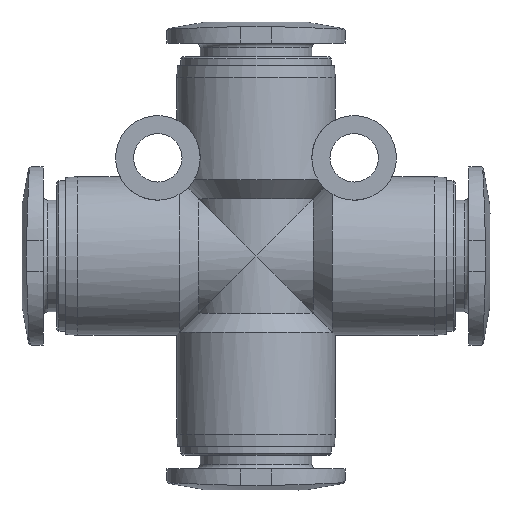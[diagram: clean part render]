
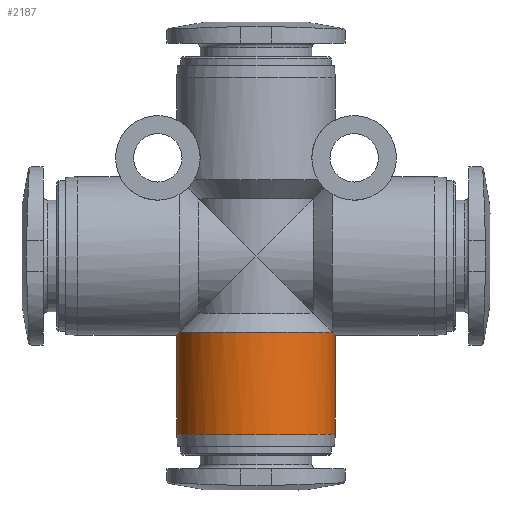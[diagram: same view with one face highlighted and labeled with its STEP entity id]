
A CAD part, front view. The second image highlights one B-rep face of the part: STEP entity #2187.
In plain terms, the highlighted cylindrical face has radius 5.25 mm (diameter 10.5 mm), a full revolution.
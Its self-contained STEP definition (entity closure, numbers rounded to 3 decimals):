
#40=ELLIPSE('',#2299,7.425,5.25);
#41=ELLIPSE('',#2307,7.425,5.25);
#187=CIRCLE('',#2346,5.25);
#188=CIRCLE('',#2348,5.25);
#189=CIRCLE('',#2349,5.25);
#343=ORIENTED_EDGE('',*,*,#691,.F.);
#344=ORIENTED_EDGE('',*,*,#692,.T.);
#345=ORIENTED_EDGE('',*,*,#665,.T.);
#346=ORIENTED_EDGE('',*,*,#693,.T.);
#347=ORIENTED_EDGE('',*,*,#656,.T.);
#656=EDGE_CURVE('',#843,#842,#40,.F.);
#665=EDGE_CURVE('',#848,#846,#41,.T.);
#691=EDGE_CURVE('',#867,#867,#187,.T.);
#692=EDGE_CURVE('',#842,#848,#188,.T.);
#693=EDGE_CURVE('',#846,#843,#189,.T.);
#842=VERTEX_POINT('',#3110);
#843=VERTEX_POINT('',#3112);
#846=VERTEX_POINT('',#3138);
#848=VERTEX_POINT('',#3141);
#867=VERTEX_POINT('',#3228);
#1062=EDGE_LOOP('',(#343));
#1063=EDGE_LOOP('',(#344,#345,#346,#347));
#1240=FACE_BOUND('',#1062,.T.);
#1241=FACE_BOUND('',#1063,.T.);
#1375=CYLINDRICAL_SURFACE('',#2347,5.25);
#2187=ADVANCED_FACE('',(#1240,#1241),#1375,.T.);
#2299=AXIS2_PLACEMENT_3D('',#3111,#2549,#2550);
#2307=AXIS2_PLACEMENT_3D('',#3140,#2565,#2566);
#2346=AXIS2_PLACEMENT_3D('',#3227,#2643,#2644);
#2347=AXIS2_PLACEMENT_3D('',#3229,#2645,#2646);
#2348=AXIS2_PLACEMENT_3D('',#3230,#2647,#2648);
#2349=AXIS2_PLACEMENT_3D('',#3231,#2649,#2650);
#2549=DIRECTION('',(0.707,0.,0.707));
#2550=DIRECTION('',(0.707,0.,-0.707));
#2565=DIRECTION('',(0.707,0.,-0.707));
#2566=DIRECTION('',(0.707,0.,0.707));
#2643=DIRECTION('',(0.,0.,-1.));
#2644=DIRECTION('',(-1.,0.,0.));
#2645=DIRECTION('',(0.,0.,-1.));
#2646=DIRECTION('',(-1.,0.,0.));
#2647=DIRECTION('',(0.,0.,-1.));
#2648=DIRECTION('',(-1.,0.,0.));
#2649=DIRECTION('',(0.,0.,-1.));
#2650=DIRECTION('',(-1.,0.,0.));
#3110=CARTESIAN_POINT('',(5.05,-1.435,-5.05));
#3111=CARTESIAN_POINT('',(0.,0.,0.));
#3112=CARTESIAN_POINT('',(5.05,1.435,-5.05));
#3138=CARTESIAN_POINT('',(-5.05,1.435,-5.05));
#3140=CARTESIAN_POINT('',(0.,0.,0.));
#3141=CARTESIAN_POINT('',(-5.05,-1.435,-5.05));
#3227=CARTESIAN_POINT('',(0.,0.,-11.8));
#3228=CARTESIAN_POINT('',(-5.25,0.,-11.8));
#3229=CARTESIAN_POINT('',(0.,0.,-15.5));
#3230=CARTESIAN_POINT('',(0.,0.,-5.05));
#3231=CARTESIAN_POINT('',(0.,0.,-5.05));
